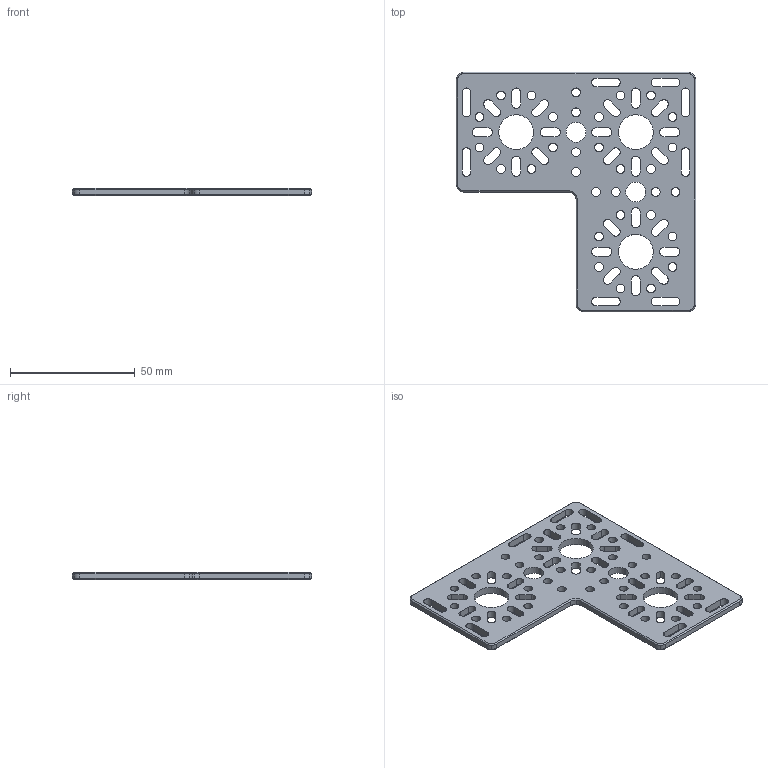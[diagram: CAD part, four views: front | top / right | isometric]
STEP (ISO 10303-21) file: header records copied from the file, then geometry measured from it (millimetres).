
FILE_DESCRIPTION (( 'STEP AP214' ), '1' );
FILE_NAME ('76081-90-degree-bracket.STEP', '2021-07-06T16:01:31', ( '' ), ( '' ), 'SwSTEP 2.0', 'SolidWorks 2021', '' );
FILE_SCHEMA (( 'AUTOMOTIVE_DESIGN' ));
Length unit declared in the file: millimetre
Products named in the file (1): 76081-90-degree-bracket
Bounding box: 96 x 96 x 3 mm (x, y, z)
Volume: 15231.8 mm3; surface area: 14841.4 mm2
Topology: 1 solids, 1 shells, 273 faces, 777 edges, 506 vertices
Faces by surface type: cylinder 165, plane 84, cone 24
Entity records: 9307 total; most frequent: DIRECTION 1679, CARTESIAN_POINT 1557, ORIENTED_EDGE 1554, EDGE_CURVE 777, AXIS2_PLACEMENT_3D 628, VERTEX_POINT 506, LINE 423, VECTOR 423
